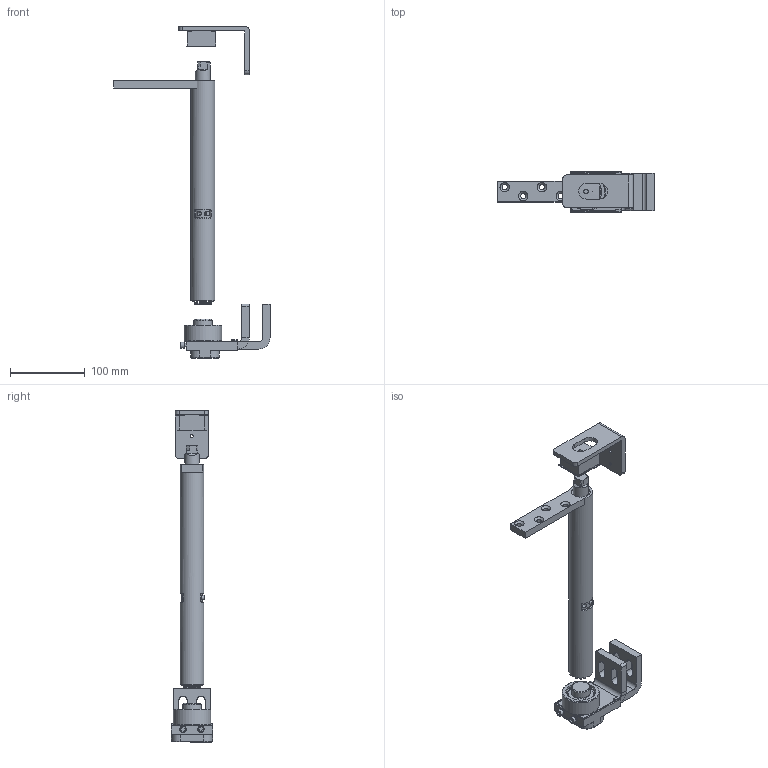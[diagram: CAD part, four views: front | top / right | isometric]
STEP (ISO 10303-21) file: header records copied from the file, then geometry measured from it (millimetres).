
FILE_DESCRIPTION(/* description */ (''),/* implementation_level */ '2;1');
FILE_NAME(/* name */ '25312DT52.stp',/* time_stamp */ '2019-08-08T11:32:29+02:00',/* author */ ('MARC'),/* organization */ (''),/* preprocessor_version */ 'ST-DEVELOPER v17.2',/* originating_system */ 'Autodesk Inventor 2019',/* authorisation */ '');
FILE_SCHEMA (('AUTOMOTIVE_DESIGN { 1 0 10303 214 3 1 1 }'));
Length unit declared in the file: millimetre
Products named in the file (15): 25310; 25310-1; 25310-12; 25310-11; 25310-12_1; 18992; 25052-HAUT-1; 25052-HAUT-2; 25052-HAUT-4; Rlt_6203_2RS; rondelle AZ10; Vis_FZ_10x20_ISO4017; 21627.idw; 25052-HAUT-3; Vis_H_5x25_ISO4762
Assembly tree (17 placements, depth 3):
  25310
    25310-1
    25310-12
    25310-11
    25310-12_1
    18992
      25052-HAUT-1
      25052-HAUT-2
      25052-HAUT-4
      Rlt_6203_2RS
      rondelle AZ10  x2
      Vis_FZ_10x20_ISO4017  x2
      21627.idw
      25052-HAUT-3
      Vis_H_5x25_ISO4762  x2
Bounding box: 209 x 55 x 444.2 mm (x, y, z)
Volume: 343526.8 mm3; surface area: 171886.9 mm2
Topology: 28 solids, 28 shells, 695 faces, 1809 edges, 1166 vertices
Faces by surface type: plane 344, cylinder 222, torus 56, cone 40, bspline 24, sphere 9
Full cylindrical faces by diameter (mm): 2.459 x2, 4.134 x2, 4.5 x2, 4.917 x2, 5 x4, 6 x9, 6.1 x1, 7 x4, 8.376 x2, 8.5 x2, 10 x5, 10.2 x2, 14 x1, 14.63 x2, 16 x1, 16.9 x1, 17 x1, 18 x2, 20 x1, 24.9 x4, 25 x2, 27 x1, 28 x2, 30 x1, 32 x1, 33.6 x2, 35 x1, 35.8 x4, 40 x2, 50 x1
Entity records: 19942 total; most frequent: CARTESIAN_POINT 4045, DIRECTION 3440, ORIENTED_EDGE 3102, EDGE_CURVE 1551, AXIS2_PLACEMENT_3D 1349, VERTEX_POINT 1006, LINE 742, VECTOR 742
